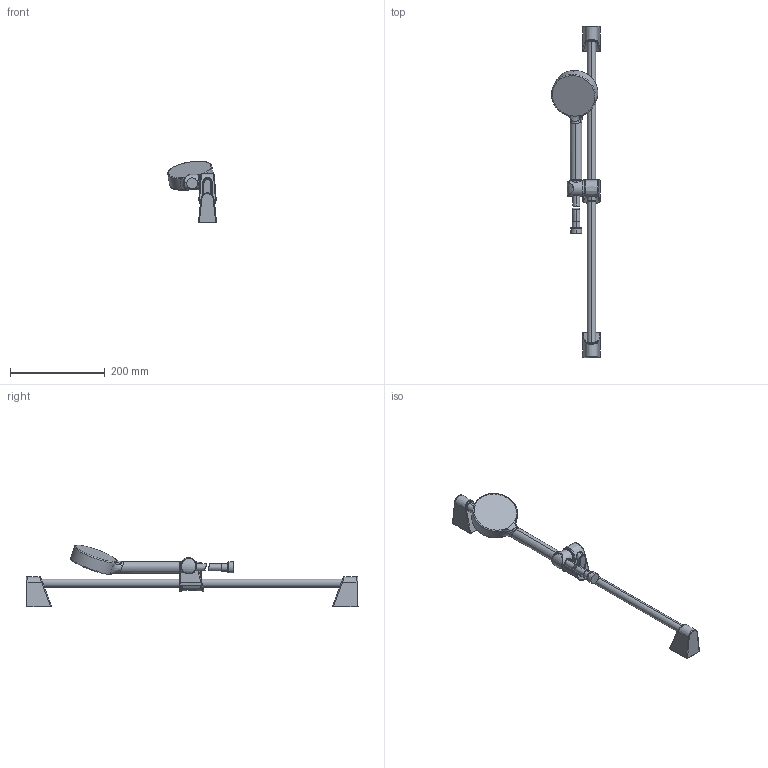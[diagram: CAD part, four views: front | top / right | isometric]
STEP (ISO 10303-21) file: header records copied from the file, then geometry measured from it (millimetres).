
FILE_DESCRIPTION (( 'STEP AP203' ), '1' );
FILE_NAME ('44780413(2022).STEP', '2022-02-25T09:53:02', ( '' ), ( '' ), 'SwSTEP 2.0', 'SolidWorks 2016', '' );
FILE_SCHEMA (( 'CONFIG_CONTROL_DESIGN' ));
Length unit declared in the file: millimetre
Products named in the file (1): 44780413(2022)
Bounding box: 103.25 x 701.05 x 130.52 mm (x, y, z)
Volume: 746557 mm3; surface area: 123715.4 mm2
Topology: 10 solids, 10 shells, 266 faces, 633 edges, 388 vertices
Faces by surface type: bspline 128, cylinder 48, torus 38, plane 33, cone 15, sphere 4
Entity records: 26077 total; most frequent: CARTESIAN_POINT 20975, ORIENTED_EDGE 1254, DIRECTION 738, EDGE_CURVE 627, VERTEX_POINT 388, AXIS2_PLACEMENT_3D 329, B_SPLINE_CURVE_WITH_KNOTS 327, EDGE_LOOP 273
